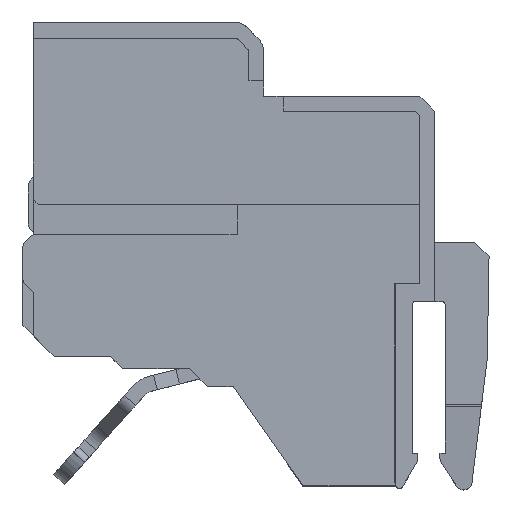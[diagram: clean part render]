
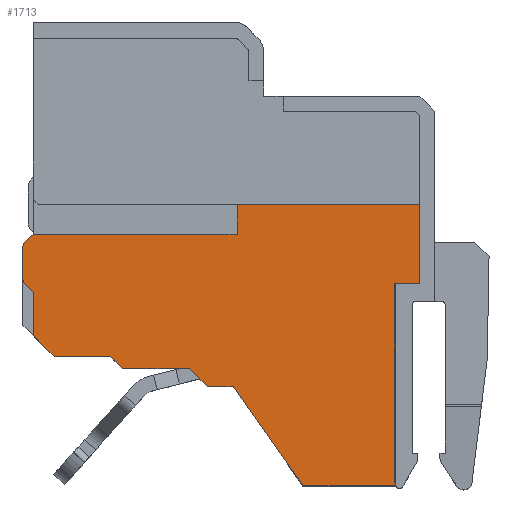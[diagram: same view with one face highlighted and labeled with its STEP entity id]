
A CAD part, top view. The second image highlights one B-rep face of the part: STEP entity #1713.
In plain terms, the highlighted planar face has unit normal (0, 0, 1).
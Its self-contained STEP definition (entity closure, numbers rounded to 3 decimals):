
#437=PLANE('',#4680);
#575=LINE('',#6172,#1059);
#611=LINE('',#6255,#1095);
#646=LINE('',#6345,#1130);
#656=LINE('',#6364,#1140);
#666=LINE('',#6418,#1150);
#669=LINE('',#6424,#1153);
#671=LINE('',#6427,#1155);
#673=LINE('',#6431,#1157);
#680=LINE('',#6444,#1164);
#774=LINE('',#6698,#1258);
#778=LINE('',#6708,#1262);
#779=LINE('',#6712,#1263);
#780=LINE('',#6716,#1264);
#781=LINE('',#6719,#1265);
#782=LINE('',#6721,#1266);
#783=LINE('',#6722,#1267);
#784=LINE('',#6724,#1268);
#785=LINE('',#6726,#1269);
#786=LINE('',#6728,#1270);
#1059=VECTOR('',#4956,1.);
#1095=VECTOR('',#5014,1.);
#1130=VECTOR('',#5063,1.);
#1140=VECTOR('',#5075,1.);
#1150=VECTOR('',#5097,1.);
#1153=VECTOR('',#5102,1.);
#1155=VECTOR('',#5106,1.);
#1157=VECTOR('',#5110,1.);
#1164=VECTOR('',#5119,1.);
#1258=VECTOR('',#5315,1.);
#1262=VECTOR('',#5325,1.);
#1263=VECTOR('',#5328,1.);
#1264=VECTOR('',#5331,1.);
#1265=VECTOR('',#5334,1.);
#1266=VECTOR('',#5335,1.);
#1267=VECTOR('',#5336,1.);
#1268=VECTOR('',#5337,1.);
#1269=VECTOR('',#5338,1.);
#1270=VECTOR('',#5339,1.);
#1601=CIRCLE('',#4675,0.5);
#1602=CIRCLE('',#4677,0.1);
#1603=CIRCLE('',#4678,0.5);
#1604=CIRCLE('',#4679,0.5);
#1713=ADVANCED_FACE('',(#1935),#437,.T.);
#1935=FACE_OUTER_BOUND('',#2149,.T.);
#2149=EDGE_LOOP('',(#2666,#2667,#2668,#2669,#2670,#2671,#2672,#2673,#2674,
#2675,#2676,#2677,#2678,#2679,#2680,#2681,#2682,#2683,#2684,#2685,#2686,
#2687,#2688,#2689));
#2666=ORIENTED_EDGE('',*,*,#4236,.F.);
#2667=ORIENTED_EDGE('',*,*,#4237,.T.);
#2668=ORIENTED_EDGE('',*,*,#4233,.T.);
#2669=ORIENTED_EDGE('',*,*,#4238,.F.);
#2670=ORIENTED_EDGE('',*,*,#4239,.T.);
#2671=ORIENTED_EDGE('',*,*,#4240,.T.);
#2672=ORIENTED_EDGE('',*,*,#4241,.T.);
#2673=ORIENTED_EDGE('',*,*,#4231,.F.);
#2674=ORIENTED_EDGE('',*,*,#4036,.T.);
#2675=ORIENTED_EDGE('',*,*,#4107,.T.);
#2676=ORIENTED_EDGE('',*,*,#4100,.T.);
#2677=ORIENTED_EDGE('',*,*,#4105,.T.);
#2678=ORIENTED_EDGE('',*,*,#4076,.T.);
#2679=ORIENTED_EDGE('',*,*,#4086,.T.);
#2680=ORIENTED_EDGE('',*,*,#4103,.T.);
#2681=ORIENTED_EDGE('',*,*,#4114,.T.);
#2682=ORIENTED_EDGE('',*,*,#4242,.T.);
#2683=ORIENTED_EDGE('',*,*,#4243,.F.);
#2684=ORIENTED_EDGE('',*,*,#3967,.F.);
#2685=ORIENTED_EDGE('',*,*,#3994,.T.);
#2686=ORIENTED_EDGE('',*,*,#4244,.T.);
#2687=ORIENTED_EDGE('',*,*,#4245,.F.);
#2688=ORIENTED_EDGE('',*,*,#4246,.F.);
#2689=ORIENTED_EDGE('',*,*,#4247,.F.);
#3557=VERTEX_POINT('',#6083);
#3559=VERTEX_POINT('',#6095);
#3585=VERTEX_POINT('',#6173);
#3621=VERTEX_POINT('',#6256);
#3622=VERTEX_POINT('',#6257);
#3656=VERTEX_POINT('',#6344);
#3657=VERTEX_POINT('',#6346);
#3664=VERTEX_POINT('',#6363);
#3674=VERTEX_POINT('',#6412);
#3677=VERTEX_POINT('',#6417);
#3679=VERTEX_POINT('',#6423);
#3685=VERTEX_POINT('',#6443);
#3775=VERTEX_POINT('',#6699);
#3776=VERTEX_POINT('',#6703);
#3777=VERTEX_POINT('',#6704);
#3778=VERTEX_POINT('',#6709);
#3779=VERTEX_POINT('',#6710);
#3780=VERTEX_POINT('',#6713);
#3781=VERTEX_POINT('',#6715);
#3782=VERTEX_POINT('',#6717);
#3783=VERTEX_POINT('',#6720);
#3784=VERTEX_POINT('',#6723);
#3785=VERTEX_POINT('',#6725);
#3786=VERTEX_POINT('',#6727);
#3967=EDGE_CURVE('',#3557,#3559,#4576,.T.);
#3994=EDGE_CURVE('',#3557,#3585,#575,.T.);
#4036=EDGE_CURVE('',#3621,#3622,#611,.T.);
#4076=EDGE_CURVE('',#3657,#3656,#646,.T.);
#4086=EDGE_CURVE('',#3656,#3664,#656,.T.);
#4100=EDGE_CURVE('',#3674,#3677,#666,.T.);
#4103=EDGE_CURVE('',#3664,#3679,#669,.T.);
#4105=EDGE_CURVE('',#3677,#3657,#671,.T.);
#4107=EDGE_CURVE('',#3622,#3674,#673,.T.);
#4114=EDGE_CURVE('',#3679,#3685,#680,.T.);
#4231=EDGE_CURVE('',#3621,#3775,#774,.T.);
#4233=EDGE_CURVE('',#3776,#3777,#1601,.T.);
#4236=EDGE_CURVE('',#3778,#3779,#778,.T.);
#4237=EDGE_CURVE('',#3778,#3776,#1602,.T.);
#4238=EDGE_CURVE('',#3780,#3777,#779,.T.);
#4239=EDGE_CURVE('',#3780,#3781,#1603,.T.);
#4240=EDGE_CURVE('',#3781,#3782,#780,.T.);
#4241=EDGE_CURVE('',#3782,#3775,#1604,.T.);
#4242=EDGE_CURVE('',#3685,#3783,#781,.T.);
#4243=EDGE_CURVE('',#3559,#3783,#782,.T.);
#4244=EDGE_CURVE('',#3585,#3784,#783,.T.);
#4245=EDGE_CURVE('',#3785,#3784,#784,.T.);
#4246=EDGE_CURVE('',#3786,#3785,#785,.T.);
#4247=EDGE_CURVE('',#3779,#3786,#786,.T.);
#4576=B_SPLINE_CURVE_WITH_KNOTS('',3,(#6085,#6086,#6087,#6088,#6089,#6090,
#6091,#6092,#6093,#6094),.UNSPECIFIED.,.F.,.F.,(4,3,3,4),(0.,0.322,
0.644,1.),.UNSPECIFIED.);
#4675=AXIS2_PLACEMENT_3D('',#6702,#5319,#5320);
#4677=AXIS2_PLACEMENT_3D('',#6711,#5326,#5327);
#4678=AXIS2_PLACEMENT_3D('',#6714,#5329,#5330);
#4679=AXIS2_PLACEMENT_3D('',#6718,#5332,#5333);
#4680=AXIS2_PLACEMENT_3D('',#6729,#5340,#5341);
#4956=DIRECTION('',(0.,1.,0.));
#5014=DIRECTION('',(0.,-1.,0.));
#5063=DIRECTION('',(1.,0.,0.));
#5075=DIRECTION('',(0.707,-0.707,0.));
#5097=DIRECTION('',(1.,0.,0.));
#5102=DIRECTION('',(1.,0.,0.));
#5106=DIRECTION('',(0.707,-0.707,0.));
#5110=DIRECTION('',(0.707,-0.707,0.));
#5119=DIRECTION('',(0.574,-0.819,0.));
#5315=DIRECTION('',(-0.707,0.707,0.));
#5319=DIRECTION('',(0.,0.,1.));
#5320=DIRECTION('',(1.,0.,0.));
#5325=DIRECTION('',(1.,0.,0.));
#5326=DIRECTION('',(0.,0.,1.));
#5327=DIRECTION('',(1.,0.,0.));
#5328=DIRECTION('',(0.707,0.707,0.));
#5329=DIRECTION('',(0.,0.,1.));
#5330=DIRECTION('',(1.,0.,0.));
#5331=DIRECTION('',(0.,-1.,0.));
#5332=DIRECTION('',(0.,0.,1.));
#5333=DIRECTION('',(1.,0.,0.));
#5334=DIRECTION('',(1.,0.,0.));
#5335=DIRECTION('',(-0.866,0.5,0.));
#5336=DIRECTION('',(1.,0.,0.));
#5337=DIRECTION('',(0.,-1.,0.));
#5338=DIRECTION('',(1.,0.,0.));
#5339=DIRECTION('',(0.,1.,0.));
#5340=DIRECTION('',(0.,0.,1.));
#5341=DIRECTION('',(1.,0.,0.));
#6083=CARTESIAN_POINT('',(-1.175,-12.178,3.35));
#6085=CARTESIAN_POINT('',(-1.175,-12.178,3.35));
#6086=CARTESIAN_POINT('',(-1.175,-12.227,3.35));
#6087=CARTESIAN_POINT('',(-1.167,-12.277,3.35));
#6088=CARTESIAN_POINT('',(-1.15,-12.324,3.35));
#6089=CARTESIAN_POINT('',(-1.134,-12.371,3.35));
#6090=CARTESIAN_POINT('',(-1.109,-12.415,3.35));
#6091=CARTESIAN_POINT('',(-1.079,-12.453,3.35));
#6092=CARTESIAN_POINT('',(-1.045,-12.496,3.35));
#6093=CARTESIAN_POINT('',(-1.002,-12.533,3.35));
#6094=CARTESIAN_POINT('',(-0.955,-12.56,3.35));
#6095=CARTESIAN_POINT('',(-0.955,-12.56,3.35));
#6172=CARTESIAN_POINT('',(-1.175,-15.,3.35));
#6173=CARTESIAN_POINT('',(-1.175,1.2,3.35));
#6255=CARTESIAN_POINT('',(-25.5,6.5,3.35));
#6256=CARTESIAN_POINT('',(-25.5,0.603,3.35));
#6257=CARTESIAN_POINT('',(-25.5,-2.3,3.35));
#6344=CARTESIAN_POINT('',(-15.,-4.5,3.35));
#6345=CARTESIAN_POINT('',(0.506,-4.5,3.35));
#6346=CARTESIAN_POINT('',(-19.5,-4.5,3.35));
#6363=CARTESIAN_POINT('',(-13.8,-5.7,3.35));
#6364=CARTESIAN_POINT('',(-15.,-4.5,3.35));
#6412=CARTESIAN_POINT('',(-24.1,-3.7,3.35));
#6417=CARTESIAN_POINT('',(-20.3,-3.7,3.35));
#6418=CARTESIAN_POINT('',(-18.6,-3.7,3.35));
#6423=CARTESIAN_POINT('',(-12.058,-5.7,3.35));
#6424=CARTESIAN_POINT('',(-13.8,-5.7,3.35));
#6427=CARTESIAN_POINT('',(-19.5,-4.5,3.35));
#6431=CARTESIAN_POINT('',(-16.897,-10.903,3.35));
#6443=CARTESIAN_POINT('',(-7.366,-12.4,3.35));
#6444=CARTESIAN_POINT('',(-12.058,-5.7,3.35));
#6698=CARTESIAN_POINT('',(-26.197,1.3,3.35));
#6699=CARTESIAN_POINT('',(-26.05,1.154,3.35));
#6702=CARTESIAN_POINT('',(-25.402,3.988,3.35));
#6703=CARTESIAN_POINT('',(-25.5,4.478,3.35));
#6704=CARTESIAN_POINT('',(-25.755,4.341,3.35));
#6708=CARTESIAN_POINT('',(-26.8,4.52,3.35));
#6709=CARTESIAN_POINT('',(-25.419,4.52,3.35));
#6710=CARTESIAN_POINT('',(-11.8,4.52,3.35));
#6711=CARTESIAN_POINT('',(-25.419,4.42,3.35));
#6712=CARTESIAN_POINT('',(-25.197,4.9,3.35));
#6713=CARTESIAN_POINT('',(-26.05,4.046,3.35));
#6714=CARTESIAN_POINT('',(-25.697,3.693,3.35));
#6715=CARTESIAN_POINT('',(-26.197,3.693,3.35));
#6716=CARTESIAN_POINT('',(-26.197,6.5,3.35));
#6717=CARTESIAN_POINT('',(-26.197,1.507,3.35));
#6718=CARTESIAN_POINT('',(-25.697,1.507,3.35));
#6719=CARTESIAN_POINT('',(-4.6,-12.4,3.35));
#6720=CARTESIAN_POINT('',(-1.231,-12.4,3.35));
#6721=CARTESIAN_POINT('',(-0.781,-12.66,3.35));
#6722=CARTESIAN_POINT('',(0.506,1.2,3.35));
#6723=CARTESIAN_POINT('',(0.497,1.2,3.35));
#6724=CARTESIAN_POINT('',(0.497,12.15,3.35));
#6725=CARTESIAN_POINT('',(0.497,6.52,3.35));
#6726=CARTESIAN_POINT('',(0.506,6.52,3.35));
#6727=CARTESIAN_POINT('',(-11.8,6.52,3.35));
#6728=CARTESIAN_POINT('',(-11.8,4.52,3.35));
#6729=CARTESIAN_POINT('',(0.506,6.5,3.35));
